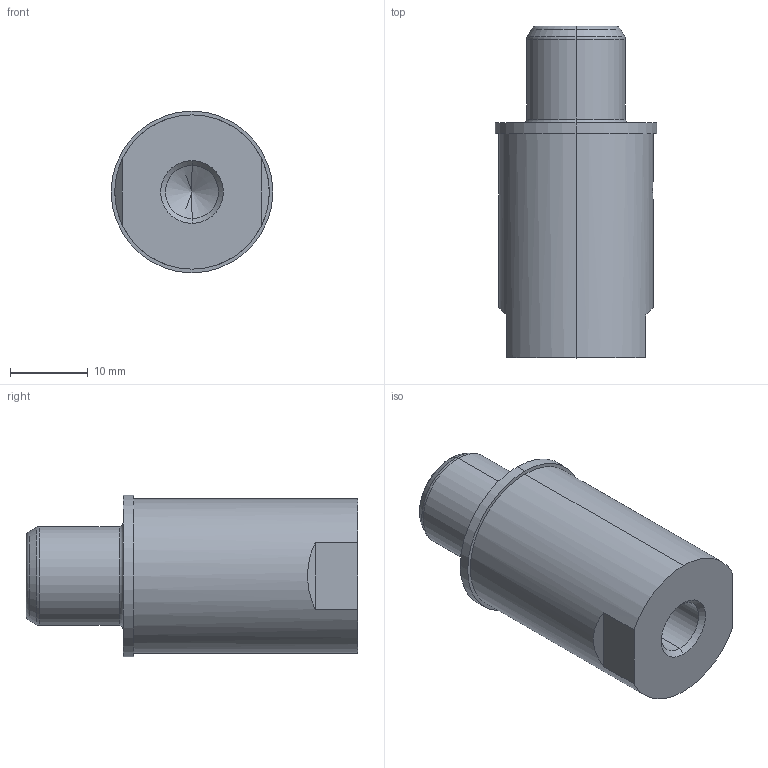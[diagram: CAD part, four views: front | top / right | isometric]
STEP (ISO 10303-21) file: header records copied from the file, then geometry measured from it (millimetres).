
FILE_DESCRIPTION (( 'STEP AP214' ), '1' );
FILE_NAME ('12.7mm_Pin_M8_Thd_9104-07925-02104.STEP', '2018-10-01T18:56:52', ( 'Admin' ), ( 'Microsoft' ), 'SwSTEP 2.0', 'SolidWorks 2017', '' );
FILE_SCHEMA (( 'AUTOMOTIVE_DESIGN' ));
Length unit declared in the file: millimetre
Products named in the file (1): 12.7mm_Pin_M8_Thd_9104-07925-02104
Bounding box: 20.76 x 42.62 x 20.76 mm (x, y, z)
Volume: 9949.7 mm3; surface area: 3533.1 mm2
Topology: 1 solids, 1 shells, 30 faces, 68 edges, 40 vertices
Faces by surface type: cylinder 10, plane 8, cone 6, torus 6
Entity records: 934 total; most frequent: CARTESIAN_POINT 220, DIRECTION 156, ORIENTED_EDGE 132, AXIS2_PLACEMENT_3D 66, EDGE_CURVE 66, VERTEX_POINT 40, CIRCLE 35, EDGE_LOOP 34
